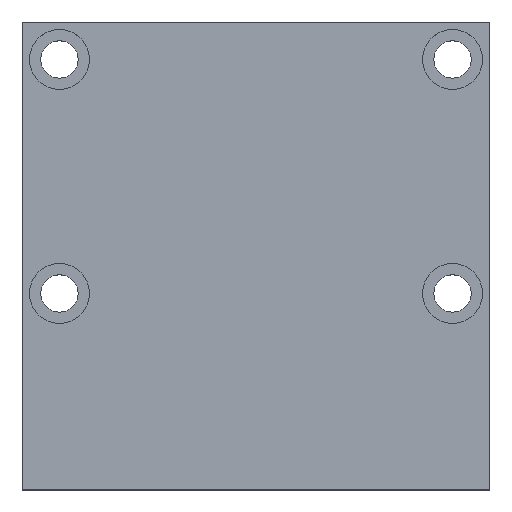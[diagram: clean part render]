
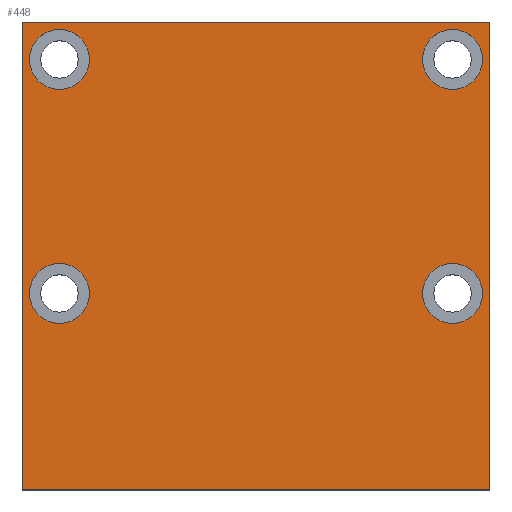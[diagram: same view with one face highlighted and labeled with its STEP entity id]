
A CAD part, top view. The second image highlights one B-rep face of the part: STEP entity #448.
In plain terms, the highlighted planar face has unit normal (0, 0, 1).
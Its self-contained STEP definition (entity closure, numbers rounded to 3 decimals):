
#23=FACE_BOUND('',#107,.T.);
#24=FACE_BOUND('',#108,.T.);
#25=FACE_BOUND('',#109,.T.);
#26=FACE_BOUND('',#110,.T.);
#42=PLANE('',#518);
#70=FACE_OUTER_BOUND('',#106,.T.);
#106=EDGE_LOOP('',(#401,#402,#403,#404));
#107=EDGE_LOOP('',(#405));
#108=EDGE_LOOP('',(#406));
#109=EDGE_LOOP('',(#407));
#110=EDGE_LOOP('',(#408));
#134=LINE('',#773,#164);
#136=LINE('',#777,#166);
#138=LINE('',#781,#168);
#140=LINE('',#784,#170);
#164=VECTOR('',#648,10.);
#166=VECTOR('',#652,10.);
#168=VECTOR('',#656,10.);
#170=VECTOR('',#660,10.);
#171=CIRCLE('',#464,1.6);
#174=CIRCLE('',#469,1.6);
#177=CIRCLE('',#474,1.6);
#180=CIRCLE('',#479,1.6);
#199=VERTEX_POINT('',#665);
#202=VERTEX_POINT('',#674);
#205=VERTEX_POINT('',#683);
#208=VERTEX_POINT('',#692);
#231=VERTEX_POINT('',#770);
#232=VERTEX_POINT('',#772);
#233=VERTEX_POINT('',#776);
#234=VERTEX_POINT('',#780);
#235=EDGE_CURVE('',#199,#199,#171,.T.);
#239=EDGE_CURVE('',#202,#202,#174,.T.);
#243=EDGE_CURVE('',#205,#205,#177,.T.);
#247=EDGE_CURVE('',#208,#208,#180,.T.);
#286=EDGE_CURVE('',#232,#231,#134,.T.);
#288=EDGE_CURVE('',#233,#232,#136,.T.);
#290=EDGE_CURVE('',#234,#233,#138,.T.);
#292=EDGE_CURVE('',#231,#234,#140,.T.);
#401=ORIENTED_EDGE('',*,*,#292,.T.);
#402=ORIENTED_EDGE('',*,*,#290,.T.);
#403=ORIENTED_EDGE('',*,*,#288,.T.);
#404=ORIENTED_EDGE('',*,*,#286,.T.);
#405=ORIENTED_EDGE('',*,*,#235,.T.);
#406=ORIENTED_EDGE('',*,*,#239,.T.);
#407=ORIENTED_EDGE('',*,*,#243,.T.);
#408=ORIENTED_EDGE('',*,*,#247,.T.);
#448=ADVANCED_FACE('',(#70,#23,#24,#25,#26),#42,.T.);
#464=AXIS2_PLACEMENT_3D('',#666,#523,#524);
#469=AXIS2_PLACEMENT_3D('',#675,#534,#535);
#474=AXIS2_PLACEMENT_3D('',#684,#545,#546);
#479=AXIS2_PLACEMENT_3D('',#693,#556,#557);
#518=AXIS2_PLACEMENT_3D('',#785,#661,#662);
#523=DIRECTION('center_axis',(0.,0.,-1.));
#524=DIRECTION('ref_axis',(-1.,0.,0.));
#534=DIRECTION('center_axis',(0.,0.,-1.));
#535=DIRECTION('ref_axis',(-1.,0.,0.));
#545=DIRECTION('center_axis',(0.,0.,-1.));
#546=DIRECTION('ref_axis',(-1.,0.,0.));
#556=DIRECTION('center_axis',(0.,0.,-1.));
#557=DIRECTION('ref_axis',(-1.,0.,0.));
#648=DIRECTION('',(0.,-1.,0.));
#652=DIRECTION('',(-1.,0.,0.));
#656=DIRECTION('',(0.,1.,0.));
#660=DIRECTION('',(1.,0.,0.));
#661=DIRECTION('center_axis',(0.,0.,1.));
#662=DIRECTION('ref_axis',(1.,0.,0.));
#665=CARTESIAN_POINT('',(12.1,10.5,1.));
#666=CARTESIAN_POINT('Origin',(10.5,10.5,1.));
#674=CARTESIAN_POINT('',(-8.9,-2.,1.));
#675=CARTESIAN_POINT('Origin',(-10.5,-2.,1.));
#683=CARTESIAN_POINT('',(-8.9,10.5,1.));
#684=CARTESIAN_POINT('Origin',(-10.5,10.5,1.));
#692=CARTESIAN_POINT('',(12.1,-2.,1.));
#693=CARTESIAN_POINT('Origin',(10.5,-2.,1.));
#770=CARTESIAN_POINT('',(-12.5,-12.5,1.));
#772=CARTESIAN_POINT('',(-12.5,12.5,1.));
#773=CARTESIAN_POINT('',(-12.5,-12.5,1.));
#776=CARTESIAN_POINT('',(12.5,12.5,1.));
#777=CARTESIAN_POINT('',(-12.5,12.5,1.));
#780=CARTESIAN_POINT('',(12.5,-12.5,1.));
#781=CARTESIAN_POINT('',(12.5,12.5,1.));
#784=CARTESIAN_POINT('',(12.5,-12.5,1.));
#785=CARTESIAN_POINT('Origin',(0.,0.,1.));
